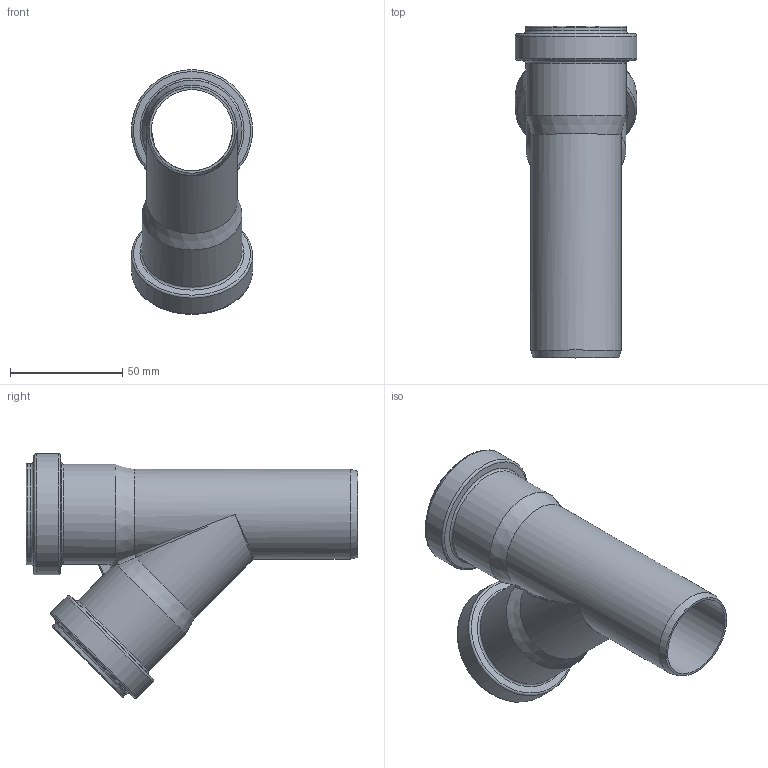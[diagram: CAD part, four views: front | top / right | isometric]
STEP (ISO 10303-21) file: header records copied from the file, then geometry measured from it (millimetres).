
FILE_DESCRIPTION(/* description */ (''),/* implementation_level */ '2;1');
FILE_NAME(/* name */ '559610 HTEA DN_OD 40_40_45° weiß.stp',/* time_stamp */ '2018-01-12T10:24:18+01:00',/* author */ ('user1'),/* organization */ (''),/* preprocessor_version */ 'ST-DEVELOPER v16.1',/* originating_system */ 'Autodesk Inventor 2016',/* authorisation */ '');
FILE_SCHEMA (('AUTOMOTIVE_DESIGN { 1 0 10303 214 3 1 1 }'));
Length unit declared in the file: millimetre
Products named in the file (1): 559610 HTEA DN_OD 40_40_45° weiß
Bounding box: 54.1 x 148 x 109.2 mm (x, y, z)
Volume: 56666.9 mm3; surface area: 58028.2 mm2
Topology: 1 solids, 1 shells, 69 faces, 158 edges, 88 vertices
Faces by surface type: cylinder 21, torus 20, cone 13, plane 8, bspline 7
Full cylindrical faces by diameter (mm): 36.2 x2, 40.2 x1, 40.8 x2, 41.1 x4, 44.6 x2, 44.9 x2, 50.3 x2, 54.1 x2
Entity records: 2013 total; most frequent: CARTESIAN_POINT 717, DIRECTION 270, ORIENTED_EDGE 198, AXIS2_PLACEMENT_3D 131, EDGE_LOOP 122, EDGE_CURVE 99, VERTEX_POINT 83, FACE_OUTER_BOUND 68
